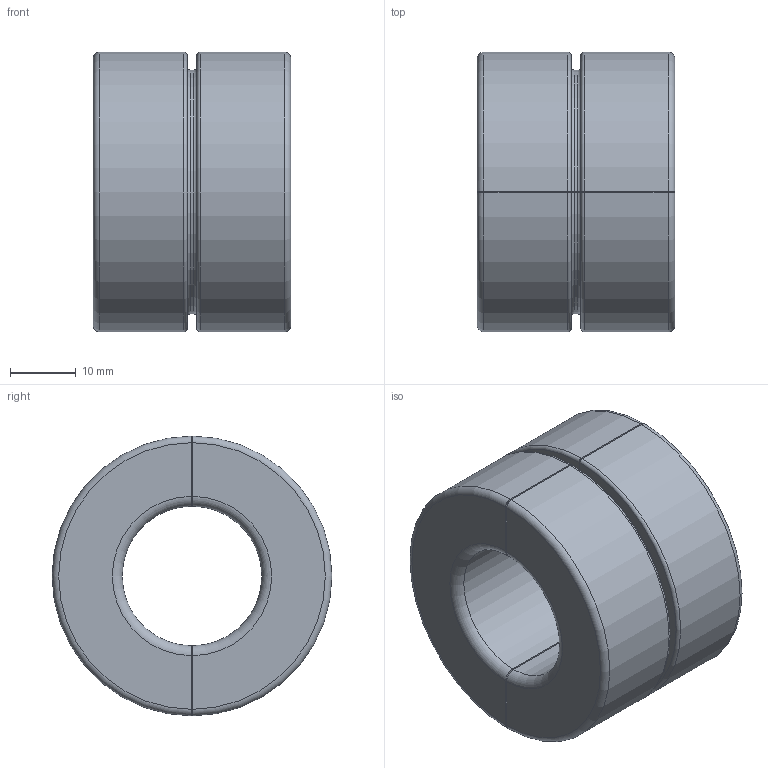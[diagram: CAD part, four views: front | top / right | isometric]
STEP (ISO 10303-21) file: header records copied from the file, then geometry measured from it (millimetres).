
FILE_DESCRIPTION( ( 'STEP AP203' ), '1' );
FILE_NAME( 'FLEXA RQMR 5605.042.221.stp', '2020-03-24T09:13:46', ( 'License CC BY-ND 4.0' ), ( 'CADENAS' ), ' ', 'PARTsolutions', ' ' );
FILE_SCHEMA( ( 'CONFIG_CONTROL_DESIGN' ) );
Length unit declared in the file: millimetre
Products named in the file (1): _FLEXA RQMR 5605.042.221
Bounding box: 30 x 42.5 x 42.5 mm (x, y, z)
Volume: 31283.7 mm3; surface area: 8939.1 mm2
Topology: 1 solids, 1 shells, 44 faces, 120 edges, 80 vertices
Faces by surface type: plane 20, torus 16, cylinder 8
Entity records: 1616 total; most frequent: CARTESIAN_POINT 481, ORIENTED_EDGE 240, DIRECTION 210, EDGE_CURVE 120, VERTEX_POINT 80, AXIS2_PLACEMENT_3D 77, LINE 56, VECTOR 56
